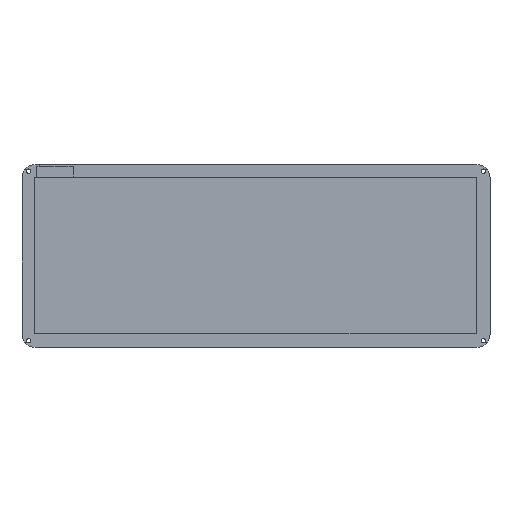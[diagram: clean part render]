
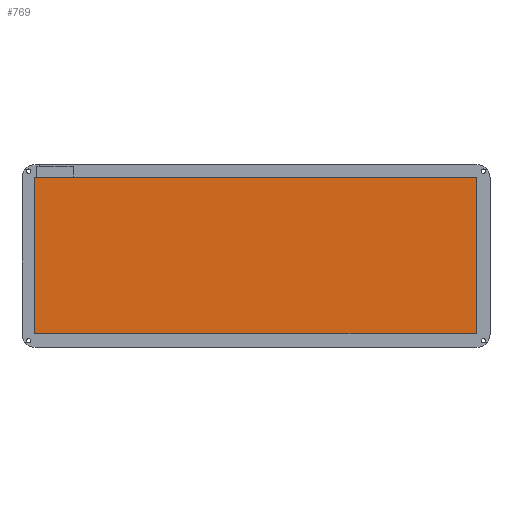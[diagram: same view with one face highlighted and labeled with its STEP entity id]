
A CAD part, top view. The second image highlights one B-rep face of the part: STEP entity #769.
In plain terms, the highlighted planar face has unit normal (0, 0, 1).
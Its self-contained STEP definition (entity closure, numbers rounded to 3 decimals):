
#97=FACE_OUTER_BOUND('',#141,.T.);
#141=EDGE_LOOP('',(#663,#664,#665,#666));
#224=LINE('',#1409,#302);
#226=LINE('',#1414,#304);
#227=LINE('',#1415,#305);
#228=LINE('',#1416,#306);
#302=VECTOR('',#1154,10.);
#304=VECTOR('',#1158,10.);
#305=VECTOR('',#1159,10.);
#306=VECTOR('',#1160,10.);
#379=VERTEX_POINT('',#1406);
#380=VERTEX_POINT('',#1408);
#381=VERTEX_POINT('',#1412);
#382=VERTEX_POINT('',#1413);
#481=EDGE_CURVE('',#379,#380,#224,.T.);
#483=EDGE_CURVE('',#381,#382,#226,.T.);
#484=EDGE_CURVE('',#380,#381,#227,.T.);
#485=EDGE_CURVE('',#382,#379,#228,.T.);
#663=ORIENTED_EDGE('',*,*,#483,.F.);
#664=ORIENTED_EDGE('',*,*,#484,.F.);
#665=ORIENTED_EDGE('',*,*,#481,.F.);
#666=ORIENTED_EDGE('',*,*,#485,.F.);
#735=PLANE('',#929);
#769=ADVANCED_FACE('',(#97),#735,.T.);
#929=AXIS2_PLACEMENT_3D('',#1411,#1156,#1157);
#1154=DIRECTION('',(1.,0.,0.));
#1156=DIRECTION('center_axis',(0.,0.,1.));
#1157=DIRECTION('ref_axis',(1.,0.,0.));
#1158=DIRECTION('',(-1.,0.,0.));
#1159=DIRECTION('',(0.,-1.,0.));
#1160=DIRECTION('',(0.,1.,0.));
#1406=CARTESIAN_POINT('',(76.553,168.12,3.));
#1408=CARTESIAN_POINT('',(412.953,168.12,3.));
#1409=CARTESIAN_POINT('',(160.653,168.12,3.));
#1411=CARTESIAN_POINT('Origin',(244.753,108.57,3.));
#1412=CARTESIAN_POINT('',(412.953,49.02,3.));
#1413=CARTESIAN_POINT('',(76.553,49.02,3.));
#1414=CARTESIAN_POINT('',(328.853,49.02,3.));
#1415=CARTESIAN_POINT('',(412.953,138.345,3.));
#1416=CARTESIAN_POINT('',(76.553,78.795,3.));
